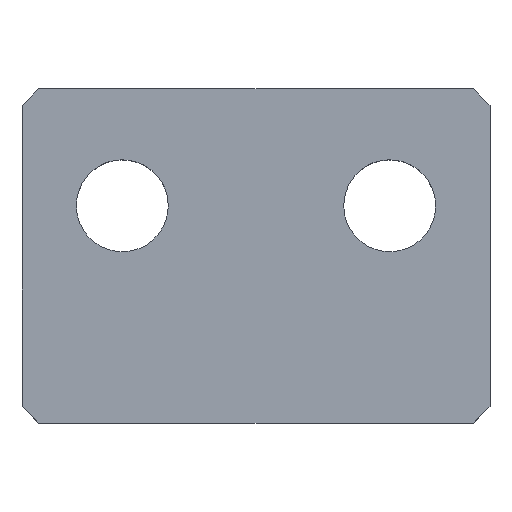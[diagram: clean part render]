
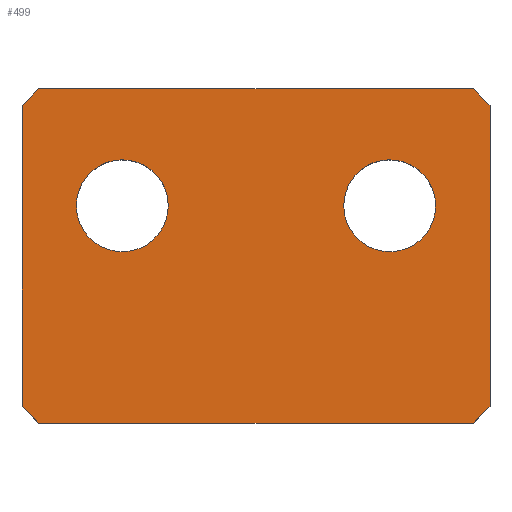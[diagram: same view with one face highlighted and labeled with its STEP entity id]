
A CAD part, top view. The second image highlights one B-rep face of the part: STEP entity #499.
In plain terms, the highlighted planar face has unit normal (0, 0, 1).
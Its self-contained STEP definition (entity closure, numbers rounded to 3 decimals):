
#220=VECTOR('Line Direction',#219,1.) ;
#283=VECTOR('Line Direction',#282,1.) ;
#307=VECTOR('Line Direction',#306,1.) ;
#340=VECTOR('Line Direction',#339,1.) ;
#378=VECTOR('Line Direction',#377,1.) ;
#402=VECTOR('Line Direction',#401,1.) ;
#428=VECTOR('Line Direction',#427,1.) ;
#478=VECTOR('Line Direction',#477,1.) ;
#65=DIRECTION('Axis2P3D Direction',(0.,0.,-1.)) ;
#82=DIRECTION('Axis2P3D Direction',(0.,0.,-1.)) ;
#162=DIRECTION('Axis2P3D Direction',(0.,0.,-1.)) ;
#179=DIRECTION('Axis2P3D Direction',(0.,0.,-1.)) ;
#219=DIRECTION('Vector Direction',(0.707,-0.707,0.)) ;
#282=DIRECTION('Vector Direction',(1.,0.,0.)) ;
#306=DIRECTION('Vector Direction',(-0.707,-0.707,0.)) ;
#339=DIRECTION('Vector Direction',(0.,-1.,0.)) ;
#377=DIRECTION('Vector Direction',(-0.707,0.707,0.)) ;
#401=DIRECTION('Vector Direction',(0.,-1.,0.)) ;
#427=DIRECTION('Vector Direction',(1.,0.,0.)) ;
#472=DIRECTION('Axis2P3D Direction',(-0.,0.,1.)) ;
#473=DIRECTION('Axis2P3D XDirection',(0.,-1.,0.)) ;
#477=DIRECTION('Vector Direction',(-0.707,-0.707,0.)) ;
#47=CARTESIAN_POINT('Vertex',(10.413,5.682,5.)) ;
#61=CARTESIAN_POINT('Vertex',(5.587,8.318,5.)) ;
#64=CARTESIAN_POINT('Axis2P3D Location',(8.,7.,5.)) ;
#81=CARTESIAN_POINT('Axis2P3D Location',(8.,7.,5.)) ;
#144=CARTESIAN_POINT('Vertex',(-10.413,8.318,5.)) ;
#158=CARTESIAN_POINT('Vertex',(-5.587,5.682,5.)) ;
#161=CARTESIAN_POINT('Axis2P3D Location',(-8.,7.,5.)) ;
#178=CARTESIAN_POINT('Axis2P3D Location',(-8.,7.,5.)) ;
#201=CARTESIAN_POINT('Vertex',(14.,13.,5.)) ;
#215=CARTESIAN_POINT('Vertex',(13.,14.,5.)) ;
#218=CARTESIAN_POINT('Line Origine',(13.5,13.5,5.)) ;
#281=CARTESIAN_POINT('Line Origine',(0.,14.,5.)) ;
#285=CARTESIAN_POINT('Vertex',(-13.,14.,5.)) ;
#305=CARTESIAN_POINT('Line Origine',(-13.5,13.5,5.)) ;
#309=CARTESIAN_POINT('Vertex',(-14.,13.,5.)) ;
#333=CARTESIAN_POINT('Vertex',(-14.,-5.,5.)) ;
#338=CARTESIAN_POINT('Line Origine',(-14.,4.,5.)) ;
#373=CARTESIAN_POINT('Vertex',(-13.,-6.,5.)) ;
#376=CARTESIAN_POINT('Line Origine',(-13.5,-5.5,5.)) ;
#400=CARTESIAN_POINT('Line Origine',(14.,4.,5.)) ;
#404=CARTESIAN_POINT('Vertex',(14.,-5.,5.)) ;
#426=CARTESIAN_POINT('Line Origine',(0.,-6.,5.)) ;
#430=CARTESIAN_POINT('Vertex',(13.,-6.,5.)) ;
#471=CARTESIAN_POINT('Axis2P3D Location',(0.,14.,5.)) ;
#476=CARTESIAN_POINT('Line Origine',(13.5,-5.5,5.)) ;
#66=AXIS2_PLACEMENT_3D('Circle Axis2P3D',#64,#65,$) ;
#83=AXIS2_PLACEMENT_3D('Circle Axis2P3D',#81,#82,$) ;
#163=AXIS2_PLACEMENT_3D('Circle Axis2P3D',#161,#162,$) ;
#180=AXIS2_PLACEMENT_3D('Circle Axis2P3D',#178,#179,$) ;
#474=AXIS2_PLACEMENT_3D('Plane Axis2P3D',#471,#472,#473) ;
#494=FACE_BOUND('',#491,.T.) ;
#498=FACE_BOUND('',#495,.T.) ;
#68=EDGE_CURVE('',#62,#48,#67,.F.) ;
#85=EDGE_CURVE('',#48,#62,#84,.F.) ;
#165=EDGE_CURVE('',#159,#145,#164,.F.) ;
#182=EDGE_CURVE('',#145,#159,#181,.F.) ;
#222=EDGE_CURVE('',#216,#202,#221,.T.) ;
#287=EDGE_CURVE('',#286,#216,#284,.T.) ;
#311=EDGE_CURVE('',#310,#286,#308,.F.) ;
#342=EDGE_CURVE('',#310,#334,#341,.T.) ;
#380=EDGE_CURVE('',#374,#334,#379,.T.) ;
#406=EDGE_CURVE('',#202,#405,#403,.T.) ;
#432=EDGE_CURVE('',#374,#431,#429,.T.) ;
#480=EDGE_CURVE('',#405,#431,#479,.T.) ;
#475=PLANE('Plane',#474) ;
#482=ORIENTED_EDGE('',*,*,#406,.F.) ;
#483=ORIENTED_EDGE('',*,*,#222,.F.) ;
#484=ORIENTED_EDGE('',*,*,#287,.F.) ;
#485=ORIENTED_EDGE('',*,*,#311,.F.) ;
#486=ORIENTED_EDGE('',*,*,#342,.T.) ;
#487=ORIENTED_EDGE('',*,*,#380,.F.) ;
#488=ORIENTED_EDGE('',*,*,#432,.T.) ;
#489=ORIENTED_EDGE('',*,*,#480,.F.) ;
#492=ORIENTED_EDGE('',*,*,#85,.F.) ;
#493=ORIENTED_EDGE('',*,*,#68,.F.) ;
#496=ORIENTED_EDGE('',*,*,#182,.F.) ;
#497=ORIENTED_EDGE('',*,*,#165,.F.) ;
#221=LINE('Line',#218,#220) ;
#284=LINE('Line',#281,#283) ;
#308=LINE('Line',#305,#307) ;
#341=LINE('Line',#338,#340) ;
#379=LINE('Line',#376,#378) ;
#403=LINE('Line',#400,#402) ;
#429=LINE('Line',#426,#428) ;
#479=LINE('Line',#476,#478) ;
#499=ADVANCED_FACE('Corps principal',(#490,#494,#498),#475,.T.) ;
#67=CIRCLE('generated circle',#66,2.75) ;
#84=CIRCLE('generated circle',#83,2.75) ;
#164=CIRCLE('generated circle',#163,2.75) ;
#181=CIRCLE('generated circle',#180,2.75) ;
#48=VERTEX_POINT('',#47) ;
#62=VERTEX_POINT('',#61) ;
#145=VERTEX_POINT('',#144) ;
#159=VERTEX_POINT('',#158) ;
#202=VERTEX_POINT('',#201) ;
#216=VERTEX_POINT('',#215) ;
#286=VERTEX_POINT('',#285) ;
#310=VERTEX_POINT('',#309) ;
#334=VERTEX_POINT('',#333) ;
#374=VERTEX_POINT('',#373) ;
#405=VERTEX_POINT('',#404) ;
#431=VERTEX_POINT('',#430) ;
#481=EDGE_LOOP('',(#482,#483,#484,#485,#486,#487,#488,#489)) ;
#491=EDGE_LOOP('',(#492,#493)) ;
#495=EDGE_LOOP('',(#496,#497)) ;
#490=FACE_OUTER_BOUND('',#481,.T.) ;
